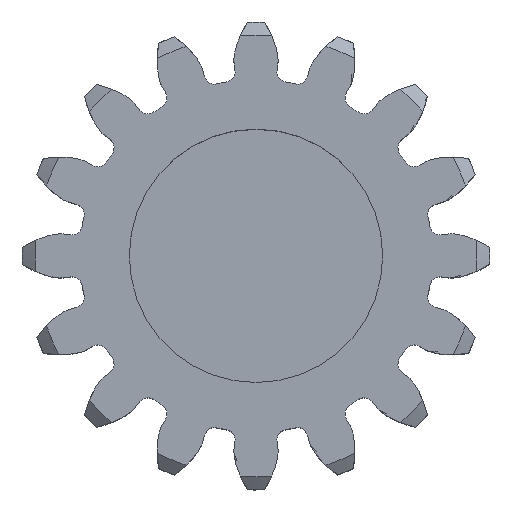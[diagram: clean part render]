
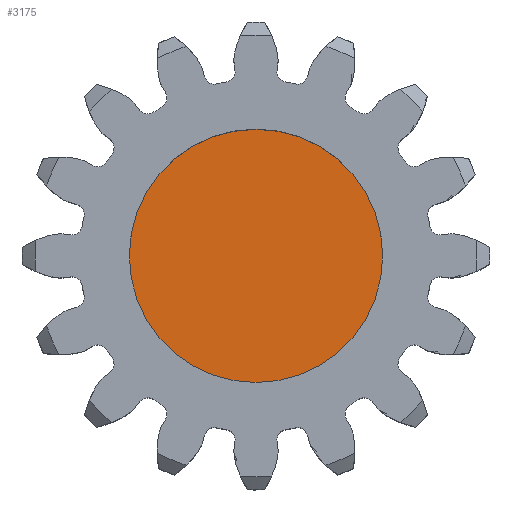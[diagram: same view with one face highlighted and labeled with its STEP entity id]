
A CAD part, top view. The second image highlights one B-rep face of the part: STEP entity #3175.
In plain terms, the highlighted planar face has unit normal (0, 0, 1).
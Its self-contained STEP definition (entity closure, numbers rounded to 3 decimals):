
#669=FACE_OUTER_BOUND('',#851,.T.);
#851=EDGE_LOOP('',(#2446));
#1078=CIRCLE('',#3462,19.5);
#1447=VERTEX_POINT('',#10431);
#1839=EDGE_CURVE('',#1447,#1447,#1078,.T.);
#2446=ORIENTED_EDGE('',*,*,#1839,.F.);
#3079=PLANE('',#3463);
#3175=ADVANCED_FACE('',(#669),#3079,.T.);
#3462=AXIS2_PLACEMENT_3D('',#10433,#4017,#4018);
#3463=AXIS2_PLACEMENT_3D('',#10434,#4019,#4020);
#4017=DIRECTION('center_axis',(0.,0.,-1.));
#4018=DIRECTION('ref_axis',(1.,0.,0.));
#4019=DIRECTION('center_axis',(0.,0.,1.));
#4020=DIRECTION('ref_axis',(1.,0.,0.));
#10431=CARTESIAN_POINT('',(-19.5,0.,12.8));
#10433=CARTESIAN_POINT('Origin',(0.,0.,12.8));
#10434=CARTESIAN_POINT('Origin',(0.,0.,12.8));
